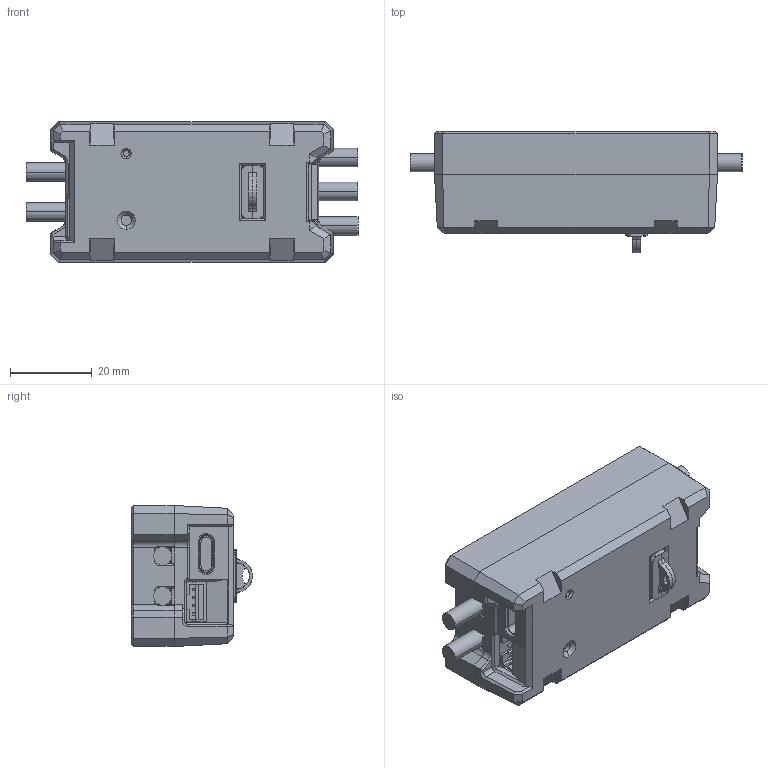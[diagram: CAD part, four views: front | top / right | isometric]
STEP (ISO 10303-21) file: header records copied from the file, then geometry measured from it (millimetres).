
FILE_DESCRIPTION (( 'STEP AP203' ), '1' );
FILE_NAME ('REV-11-2158.STEP', '2022-01-12T15:10:27', ( '' ), ( '' ), 'SwSTEP 2.0', 'SolidWorks 2022', '' );
FILE_SCHEMA (( 'CONFIG_CONTROL_DESIGN' ));
Length unit declared in the file: millimetre
Products named in the file (1): REV-11-2158
Bounding box: 81.25 x 29.65 x 34.5 mm (x, y, z)
Volume: 26492.1 mm3; surface area: 26649.2 mm2
Topology: 18 solids, 18 shells, 1165 faces, 2997 edges, 1888 vertices
Faces by surface type: plane 856, cylinder 158, cone 68, bspline 61, torus 22
Entity records: 37430 total; most frequent: CARTESIAN_POINT 9638, ORIENTED_EDGE 5954, DIRECTION 5343, EDGE_CURVE 2977, LINE 2291, VECTOR 2291, VERTEX_POINT 1888, AXIS2_PLACEMENT_3D 1526
